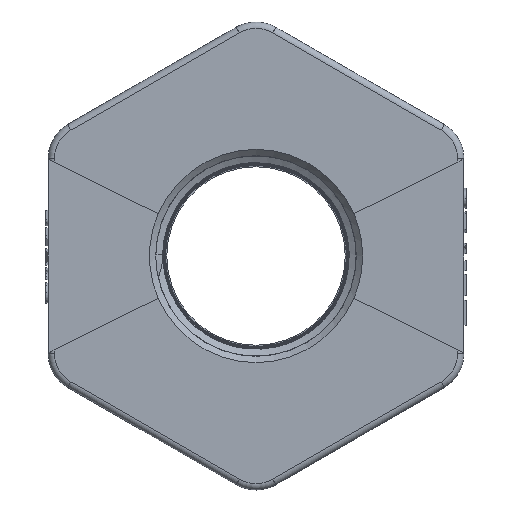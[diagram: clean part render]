
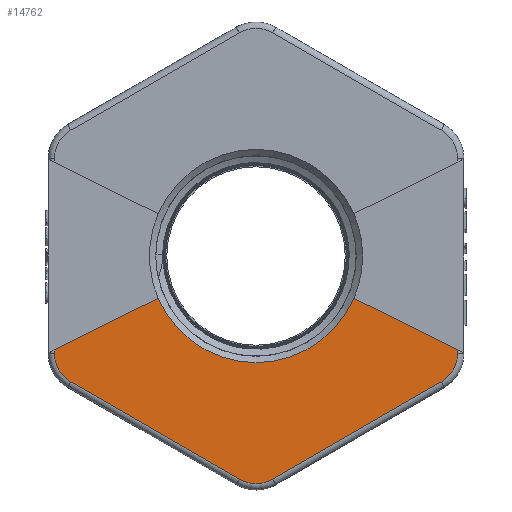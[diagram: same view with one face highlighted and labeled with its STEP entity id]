
A CAD part, left-side view. The second image highlights one B-rep face of the part: STEP entity #14762.
In plain terms, the highlighted planar face has unit normal (-1, 0, 0).
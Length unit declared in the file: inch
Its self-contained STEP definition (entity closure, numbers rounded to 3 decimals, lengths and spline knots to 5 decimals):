
#290=PLANE('',#15815);
#1045=FACE_OUTER_BOUND('',#1903,.T.);
#1903=EDGE_LOOP('',(#10778,#10779,#10780,#10781,#10782,#10783,#10784,#10785,
#10786,#10787));
#2716=CIRCLE('',#15671,0.315);
#2720=CIRCLE('',#15677,0.315);
#2724=CIRCLE('',#15683,0.315);
#2797=CIRCLE('',#15816,1.01);
#3470=LINE('',#22427,#5022);
#3471=LINE('',#22438,#5023);
#3473=LINE('',#22450,#5025);
#3475=LINE('',#22460,#5027);
#3512=LINE('',#22616,#5064);
#3548=LINE('',#22924,#5100);
#5022=VECTOR('',#16787,0.3937);
#5023=VECTOR('',#16800,0.3937);
#5025=VECTOR('',#16814,0.3937);
#5027=VECTOR('',#16828,0.3937);
#5064=VECTOR('',#16885,0.3937);
#5100=VECTOR('',#17159,0.3937);
#6668=VERTEX_POINT('',#22420);
#6671=VERTEX_POINT('',#22425);
#6673=VERTEX_POINT('',#22430);
#6675=VERTEX_POINT('',#22436);
#6677=VERTEX_POINT('',#22442);
#6679=VERTEX_POINT('',#22448);
#6680=VERTEX_POINT('',#22453);
#6681=VERTEX_POINT('',#22458);
#6732=VERTEX_POINT('',#22615);
#6786=VERTEX_POINT('',#22923);
#8175=EDGE_CURVE('',#6671,#6668,#3470,.T.);
#8177=EDGE_CURVE('',#6673,#6671,#2716,.T.);
#8180=EDGE_CURVE('',#6675,#6673,#3471,.T.);
#8183=EDGE_CURVE('',#6677,#6675,#2720,.T.);
#8186=EDGE_CURVE('',#6679,#6677,#3473,.T.);
#8189=EDGE_CURVE('',#6680,#6679,#2724,.T.);
#8192=EDGE_CURVE('',#6681,#6680,#3475,.T.);
#8250=EDGE_CURVE('',#6732,#6668,#3512,.T.);
#8360=EDGE_CURVE('',#6681,#6786,#3548,.T.);
#8361=EDGE_CURVE('',#6786,#6732,#2797,.T.);
#10778=ORIENTED_EDGE('',*,*,#8192,.F.);
#10779=ORIENTED_EDGE('',*,*,#8360,.T.);
#10780=ORIENTED_EDGE('',*,*,#8361,.T.);
#10781=ORIENTED_EDGE('',*,*,#8250,.T.);
#10782=ORIENTED_EDGE('',*,*,#8175,.F.);
#10783=ORIENTED_EDGE('',*,*,#8177,.F.);
#10784=ORIENTED_EDGE('',*,*,#8180,.F.);
#10785=ORIENTED_EDGE('',*,*,#8183,.F.);
#10786=ORIENTED_EDGE('',*,*,#8186,.F.);
#10787=ORIENTED_EDGE('',*,*,#8189,.F.);
#14762=ADVANCED_FACE('',(#1045),#290,.T.);
#15671=AXIS2_PLACEMENT_3D('',#22432,#16792,#16793);
#15677=AXIS2_PLACEMENT_3D('',#22444,#16806,#16807);
#15683=AXIS2_PLACEMENT_3D('',#22455,#16820,#16821);
#15815=AXIS2_PLACEMENT_3D('',#22922,#17157,#17158);
#15816=AXIS2_PLACEMENT_3D('',#22925,#17160,#17161);
#16787=DIRECTION('',(0.,0.,1.));
#16792=DIRECTION('center_axis',(1.,0.,0.));
#16793=DIRECTION('ref_axis',(0.,0.866,-0.5));
#16800=DIRECTION('',(0.,0.866,0.5));
#16806=DIRECTION('center_axis',(1.,0.,0.));
#16807=DIRECTION('ref_axis',(0.,0.,-1.));
#16814=DIRECTION('',(0.,0.866,-0.5));
#16820=DIRECTION('center_axis',(1.,0.,0.));
#16821=DIRECTION('ref_axis',(0.,-0.866,-0.5));
#16828=DIRECTION('',(0.,0.,-1.));
#16885=DIRECTION('',(0.,0.895,-0.446));
#17157=DIRECTION('center_axis',(-1.,0.,0.));
#17158=DIRECTION('ref_axis',(0.,0.,1.));
#17159=DIRECTION('',(0.,0.895,0.446));
#17160=DIRECTION('center_axis',(1.,0.,0.));
#17161=DIRECTION('ref_axis',(0.,1.,0.));
#22420=CARTESIAN_POINT('',(0.,1.91,-0.89007));
#22425=CARTESIAN_POINT('',(0.,1.91,-0.92087));
#22427=CARTESIAN_POINT('',(0.,1.91,0.56869));
#22430=CARTESIAN_POINT('',(0.,1.7525,-1.19367));
#22432=CARTESIAN_POINT('Origin',(0.,1.595,-0.92087));
#22436=CARTESIAN_POINT('',(0.,0.1575,-2.11455));
#22438=CARTESIAN_POINT('',(0.,2.00625,-1.04717));
#22442=CARTESIAN_POINT('',(0.,-0.1575,-2.11455));
#22444=CARTESIAN_POINT('Origin',(0.,0.,-1.84175));
#22448=CARTESIAN_POINT('',(0.,-1.7525,-1.19367));
#22450=CARTESIAN_POINT('',(0.,0.09625,-2.26105));
#22453=CARTESIAN_POINT('',(0.,-1.91,-0.92087));
#22455=CARTESIAN_POINT('Origin',(0.,-1.595,-0.92087));
#22458=CARTESIAN_POINT('',(0.,-1.91,-0.89007));
#22460=CARTESIAN_POINT('',(0.,-1.91,-0.56869));
#22615=CARTESIAN_POINT('',(0.,0.92742,-0.4));
#22616=CARTESIAN_POINT('',(0.,1.59408,-0.73251));
#22922=CARTESIAN_POINT('Origin',(0.,1.49,0.));
#22923=CARTESIAN_POINT('',(0.,-0.92742,-0.4));
#22924=CARTESIAN_POINT('',(0.,0.12039,0.1226));
#22925=CARTESIAN_POINT('Origin',(0.,0.,0.));
